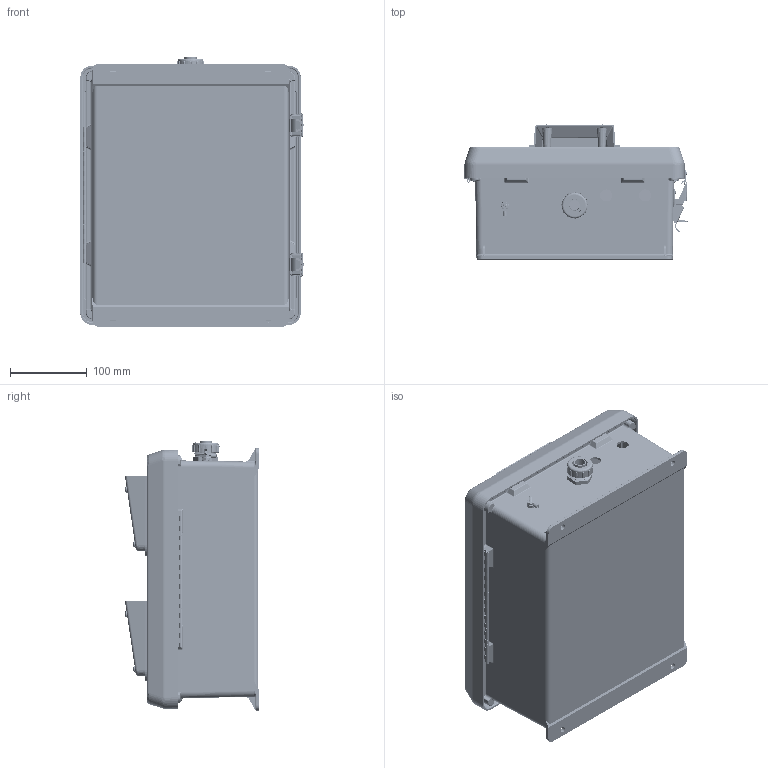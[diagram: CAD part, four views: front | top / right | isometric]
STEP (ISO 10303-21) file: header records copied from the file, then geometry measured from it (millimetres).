
FILE_DESCRIPTION (( 'STEP AP214' ), '1' );
FILE_NAME ('NB121005-1HF-1.STEP', '2018-01-24T15:57:02', ( '' ), ( '' ), 'SwSTEP 2.0', 'SolidWorks 2014', '' );
FILE_SCHEMA (( 'AUTOMOTIVE_DESIGN' ));
Length unit declared in the file: inch
Products named in the file (41): XFS-0066_90272A147; XF797-02; XCT-0005; XFN-0013; XFN-0003; XCTB-0002; XCT-0010; XMH-0010; XFS-0026; XMH-0007; XFN-0026; 1BE01-002; 1AJ03-011; XC-0003; 1AJ02-055; NB121005-DoorClasp-2; 1AJ02-054; NB121005-DoorClasp-1; 1AJ02-056; NB121005-Lid-Vented; 1AJ02-053; NB121005-Hinge; 1AM07-078; XR0470-0001; NB121005-Box; XMH-0048; XMH-0006; 10-32 NEMA PLATE SCREW; XMH-0050; NB121005-1HF-1; XFW-0002; XFS-0031; XFN-0022; XMH-0005; X-ASSY-HYP285-1; GroundWire_NB121005; XERZ-V20D241; XCT-0011; X-PCB-HYP285; XFS-0017 ...
Assembly tree (88 placements, depth 3):
  NB121005-1HF-1
    NB121005-Box
    NB121005-Hinge  x2
    NB121005-Lid-Vented
    NB121005-DoorClasp-1  x2
    NB121005-DoorClasp-2  x2
    XC-0003
    1BE01-002
    XMH-0007  x4
    XMH-0010
    XCTB-0002
    XFN-0013  x2
    XF797-02
    XFS-0067_XFS-0067  x2
    X-ASSY-HYP285-1
      X-PCB-HYP285
      XERZ-V20D241  x3
    XFN-0022  x2
    XFW-0002  x5
    10-32 NEMA PLATE SCREW  x4
    XMH-0048  x2
    1AM07-078  x2
    1AJ02-053  x2
    1AJ02-056  x2
    1AJ02-054  x2
    1AJ02-055  x2
    1AJ03-011  x8
    XFN-0026  x8
    XFS-0026
    XCT-0010
    XFN-0003  x2
    XCT-0005
    XFS-0066_90272A147  x2
    XFS-0017  x5
    XCT-0011
    GroundWire_NB121005
    XMH-0005
    XFS-0031  x4
    XMH-0050
    XMH-0006
    XR0470-0001  x2
Bounding box: 291.24 x 175.89 x 351.59 mm (x, y, z)
Volume: 1742480.8 mm3; surface area: 1110526.6 mm2
Topology: 280 solids, 281 shells, 7050 faces, 16870 edges, 10472 vertices
Faces by surface type: plane 2453, cylinder 2363, cone 1372, torus 410, bspline 372, sphere 80
Full cylindrical faces by diameter (mm): 0.269 x356, 1.27 x6, 1.397 x6, 1.778 x6, 1.905 x4, 1.956 x4, 2.845 x23, 3.15 x4, 3.175 x24, 3.3 x4, 3.302 x4, 3.429 x1, 3.607 x1, 3.683 x2, 3.81 x3, 3.886 x4, 3.934 x1, 3.962 x2, 4.039 x8, 4.064 x6, 4.177 x4, 4.4 x24, 4.47 x1, 4.572 x12, 5.004 x1, 5.182 x1, 5.3 x2, 5.639 x1, 5.842 x8, 5.893 x4
Entity records: 178995 total; most frequent: CARTESIAN_POINT 57247, DIRECTION 19242, ORIENTED_EDGE 18698, EDGE_CURVE 9349, AXIS2_PLACEMENT_3D 7625, VERTEX_POINT 6391, EDGE_LOOP 5956, FACE_OUTER_BOUND 4822
